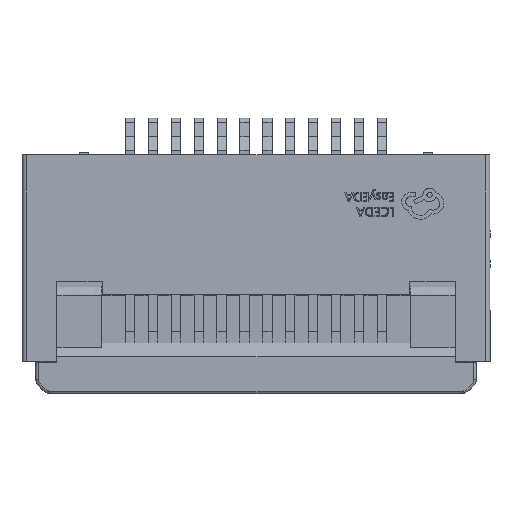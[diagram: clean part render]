
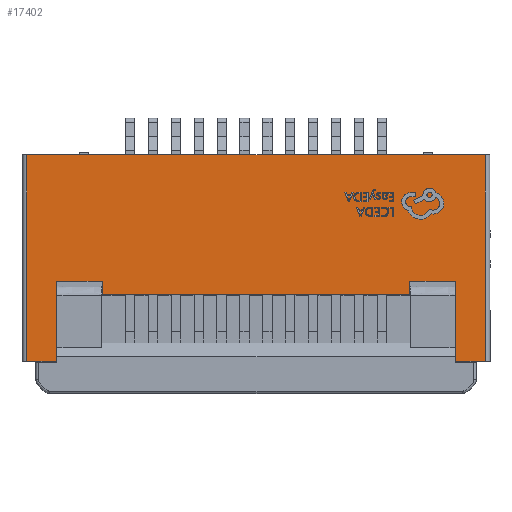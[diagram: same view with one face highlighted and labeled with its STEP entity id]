
A CAD part, top view. The second image highlights one B-rep face of the part: STEP entity #17402.
In plain terms, the highlighted planar face has unit normal (0, 0, 1).
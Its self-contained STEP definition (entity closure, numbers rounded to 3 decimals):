
#643 = PLANE ( 'NONE',  #18051 ) ;
#649 = VERTEX_POINT ( 'NONE', #37935 ) ;
#909 = VECTOR ( 'NONE', #23388, 1000. ) ;
#1183 = CARTESIAN_POINT ( 'NONE',  ( -5., 2.05, 2. ) ) ;
#1331 = LINE ( 'NONE', #13647, #1644 ) ;
#1644 = VECTOR ( 'NONE', #8162, 1000. ) ;
#1827 = ORIENTED_EDGE ( 'NONE', *, *, #33386, .T. ) ;
#1912 = EDGE_CURVE ( 'NONE', #25338, #19784, #38669, .T. ) ;
#2384 = EDGE_CURVE ( 'NONE', #12525, #34851, #31766, .T. ) ;
#3047 = ORIENTED_EDGE ( 'NONE', *, *, #39660, .T. ) ;
#3455 = ORIENTED_EDGE ( 'NONE', *, *, #28822, .F. ) ;
#3643 = VECTOR ( 'NONE', #17310, 1000. ) ;
#3767 = CARTESIAN_POINT ( 'NONE',  ( -3.35, -1., 2. ) ) ;
#4369 = DIRECTION ( 'NONE',  ( -1., 0., 0. ) ) ;
#4568 = DIRECTION ( 'NONE',  ( -1., 0., 0. ) ) ;
#4660 = EDGE_CURVE ( 'NONE', #34851, #12364, #1331, .T. ) ;
#4764 = EDGE_CURVE ( 'NONE', #7107, #649, #23809, .T. ) ;
#5814 = VECTOR ( 'NONE', #14976, 1000. ) ;
#6388 = DIRECTION ( 'NONE',  ( 0., 1., 0. ) ) ;
#7107 = VERTEX_POINT ( 'NONE', #1183 ) ;
#7362 = CARTESIAN_POINT ( 'NONE',  ( 4.35, -0.7, 2. ) ) ;
#7466 = CARTESIAN_POINT ( 'NONE',  ( -5.1, -2.45, 2. ) ) ;
#8090 = VERTEX_POINT ( 'NONE', #3767 ) ;
#8162 = DIRECTION ( 'NONE',  ( 0., -1., 0. ) ) ;
#8481 = DIRECTION ( 'NONE',  ( 0., 0., 1. ) ) ;
#8492 = CARTESIAN_POINT ( 'NONE',  ( -3.35, -1., 2. ) ) ;
#8885 = CARTESIAN_POINT ( 'NONE',  ( -3.35, -0.7, 2. ) ) ;
#9117 = VECTOR ( 'NONE', #6388, 1000. ) ;
#9143 = DIRECTION ( 'NONE',  ( 0., -1., 0. ) ) ;
#10989 = LINE ( 'NONE', #19935, #909 ) ;
#11360 = CARTESIAN_POINT ( 'NONE',  ( 4.35, -2.45, 2. ) ) ;
#11531 = CARTESIAN_POINT ( 'NONE',  ( 3.35, -0.7, 2. ) ) ;
#11554 = DIRECTION ( 'NONE',  ( 0., 1., 0. ) ) ;
#12222 = LINE ( 'NONE', #17732, #12720 ) ;
#12360 = CARTESIAN_POINT ( 'NONE',  ( -4.35, -0.7, 2. ) ) ;
#12364 = VERTEX_POINT ( 'NONE', #33102 ) ;
#12525 = VERTEX_POINT ( 'NONE', #8885 ) ;
#12720 = VECTOR ( 'NONE', #18125, 1000. ) ;
#13647 = CARTESIAN_POINT ( 'NONE',  ( -4.35, -2.45, 2. ) ) ;
#13884 = CARTESIAN_POINT ( 'NONE',  ( -5.1, -2.45, 2. ) ) ;
#14650 = VERTEX_POINT ( 'NONE', #11531 ) ;
#14653 = VERTEX_POINT ( 'NONE', #36587 ) ;
#14976 = DIRECTION ( 'NONE',  ( -1., 0., 0. ) ) ;
#15115 = EDGE_CURVE ( 'NONE', #37958, #14653, #10989, .T. ) ;
#15910 = LINE ( 'NONE', #24875, #9117 ) ;
#16507 = CARTESIAN_POINT ( 'NONE',  ( -4.35, -0.7, 2. ) ) ;
#17310 = DIRECTION ( 'NONE',  ( 1., 0., 0. ) ) ;
#17402 = ADVANCED_FACE ( 'NONE', ( #31486 ), #643, .T. ) ;
#17732 = CARTESIAN_POINT ( 'NONE',  ( 3.35, -1., 2. ) ) ;
#18051 = AXIS2_PLACEMENT_3D ( 'NONE', #26191, #8481, #26580 ) ;
#18125 = DIRECTION ( 'NONE',  ( 0., -1., 0. ) ) ;
#18217 = EDGE_CURVE ( 'NONE', #30765, #8090, #24336, .T. ) ;
#19784 = VERTEX_POINT ( 'NONE', #7362 ) ;
#19844 = DIRECTION ( 'NONE',  ( 1., 0., 0. ) ) ;
#19868 = DIRECTION ( 'NONE',  ( -1., 0., 0. ) ) ;
#19935 = CARTESIAN_POINT ( 'NONE',  ( 5., 2.05, 2. ) ) ;
#19960 = CARTESIAN_POINT ( 'NONE',  ( 3.35, -0.7, 2. ) ) ;
#20428 = ORIENTED_EDGE ( 'NONE', *, *, #15115, .T. ) ;
#21433 = ORIENTED_EDGE ( 'NONE', *, *, #18217, .F. ) ;
#22597 = LINE ( 'NONE', #13884, #3643 ) ;
#22749 = VECTOR ( 'NONE', #4568, 1000. ) ;
#23388 = DIRECTION ( 'NONE',  ( 0., 1., 0. ) ) ;
#23593 = ORIENTED_EDGE ( 'NONE', *, *, #2384, .F. ) ;
#23809 = LINE ( 'NONE', #33752, #26882 ) ;
#24336 = LINE ( 'NONE', #8492, #5814 ) ;
#24875 = CARTESIAN_POINT ( 'NONE',  ( -3.35, -0.7, 2. ) ) ;
#25338 = VERTEX_POINT ( 'NONE', #11360 ) ;
#26191 = CARTESIAN_POINT ( 'NONE',  ( 0., 0., 2. ) ) ;
#26385 = LINE ( 'NONE', #35970, #30149 ) ;
#26580 = DIRECTION ( 'NONE',  ( 1., 0., 0. ) ) ;
#26882 = VECTOR ( 'NONE', #9143, 1000. ) ;
#27438 = ORIENTED_EDGE ( 'NONE', *, *, #28982, .F. ) ;
#28822 = EDGE_CURVE ( 'NONE', #8090, #12525, #15910, .T. ) ;
#28982 = EDGE_CURVE ( 'NONE', #19784, #14650, #35467, .T. ) ;
#30149 = VECTOR ( 'NONE', #19868, 1000. ) ;
#30765 = VERTEX_POINT ( 'NONE', #36534 ) ;
#31019 = EDGE_CURVE ( 'NONE', #14653, #7107, #26385, .T. ) ;
#31486 = FACE_OUTER_BOUND ( 'NONE', #34345, .T. ) ;
#31766 = LINE ( 'NONE', #16507, #39771 ) ;
#32285 = CARTESIAN_POINT ( 'NONE',  ( 5., -2.45, 2. ) ) ;
#32552 = ORIENTED_EDGE ( 'NONE', *, *, #1912, .F. ) ;
#32873 = ORIENTED_EDGE ( 'NONE', *, *, #31019, .T. ) ;
#33067 = EDGE_CURVE ( 'NONE', #14650, #30765, #12222, .T. ) ;
#33102 = CARTESIAN_POINT ( 'NONE',  ( -4.35, -2.45, 2. ) ) ;
#33162 = ORIENTED_EDGE ( 'NONE', *, *, #4764, .T. ) ;
#33328 = ORIENTED_EDGE ( 'NONE', *, *, #4660, .F. ) ;
#33386 = EDGE_CURVE ( 'NONE', #25338, #37958, #38374, .T. ) ;
#33752 = CARTESIAN_POINT ( 'NONE',  ( -5., -2.45, 2. ) ) ;
#34345 = EDGE_LOOP ( 'NONE', ( #1827, #20428, #32873, #33162, #3047, #33328, #23593, #3455, #21433, #36040, #27438, #32552 ) ) ;
#34851 = VERTEX_POINT ( 'NONE', #12360 ) ;
#35467 = LINE ( 'NONE', #19960, #22749 ) ;
#35970 = CARTESIAN_POINT ( 'NONE',  ( -5.1, 2.05, 2. ) ) ;
#36040 = ORIENTED_EDGE ( 'NONE', *, *, #33067, .F. ) ;
#36199 = VECTOR ( 'NONE', #19844, 1000. ) ;
#36534 = CARTESIAN_POINT ( 'NONE',  ( 3.35, -1., 2. ) ) ;
#36587 = CARTESIAN_POINT ( 'NONE',  ( 5., 2.05, 2. ) ) ;
#37935 = CARTESIAN_POINT ( 'NONE',  ( -5., -2.45, 2. ) ) ;
#37958 = VERTEX_POINT ( 'NONE', #32285 ) ;
#38008 = VECTOR ( 'NONE', #11554, 1000. ) ;
#38374 = LINE ( 'NONE', #7466, #36199 ) ;
#38669 = LINE ( 'NONE', #38860, #38008 ) ;
#38860 = CARTESIAN_POINT ( 'NONE',  ( 4.35, -0.7, 2. ) ) ;
#39660 = EDGE_CURVE ( 'NONE', #649, #12364, #22597, .T. ) ;
#39771 = VECTOR ( 'NONE', #4369, 1000. ) ;
